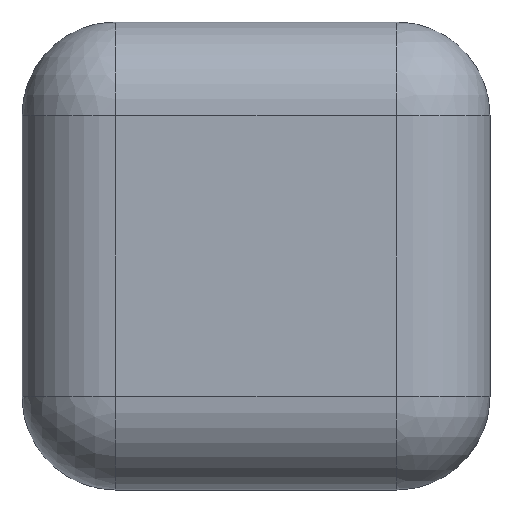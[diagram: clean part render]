
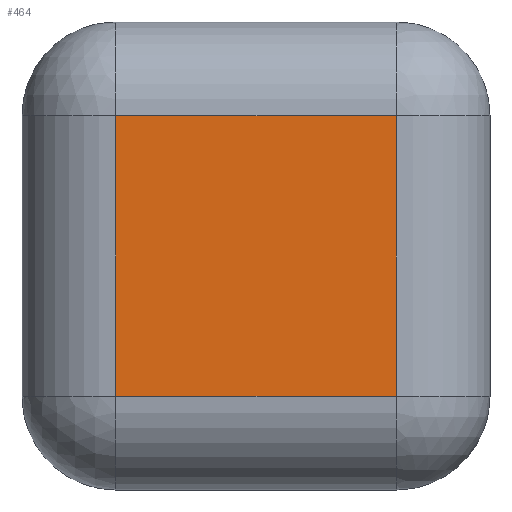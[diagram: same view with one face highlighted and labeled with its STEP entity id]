
A CAD part, left-side view. The second image highlights one B-rep face of the part: STEP entity #464.
In plain terms, the highlighted planar face has unit normal (-1, 0, 0).
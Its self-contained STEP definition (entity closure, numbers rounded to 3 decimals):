
#13=DIRECTION('',(0.,0.,1.));
#14=DIRECTION('',(1.,0.,0.));
#28=VECTOR('',#13,1.);
#46=DIRECTION('',(0.,1.,0.));
#123=CARTESIAN_POINT('',(-0.3,-0.15,0.06));
#133=CARTESIAN_POINT('',(-0.3,-0.15,0.24));
#136=CARTESIAN_POINT('',(-0.3,-0.15,0.));
#212=CARTESIAN_POINT('',(-0.3,-0.09,0.));
#216=CARTESIAN_POINT('',(-0.3,-0.09,0.06));
#225=VECTOR('',#46,1.);
#255=CARTESIAN_POINT('',(-0.3,-0.09,0.24));
#279=ORIENTED_EDGE('',*,*,#280,.F.);
#280=EDGE_CURVE('',#281,#282,#283,.T.);
#281=VERTEX_POINT('',#216);
#282=VERTEX_POINT('',#255);
#283=LINE('',#212,#28);
#385=CARTESIAN_POINT('',(-0.3,0.09,0.));
#464=ADVANCED_FACE('',(#465),#480,.F.);
#465=FACE_BOUND('',#466,.F.);
#466=EDGE_LOOP('',(#279,#467,#472,#477));
#467=ORIENTED_EDGE('',*,*,#468,.T.);
#468=EDGE_CURVE('',#281,#469,#471,.T.);
#469=VERTEX_POINT('',#470);
#470=CARTESIAN_POINT('',(-0.3,0.09,0.06));
#471=LINE('',#123,#225);
#472=ORIENTED_EDGE('',*,*,#473,.T.);
#473=EDGE_CURVE('',#469,#474,#476,.T.);
#474=VERTEX_POINT('',#475);
#475=CARTESIAN_POINT('',(-0.3,0.09,0.24));
#476=LINE('',#385,#28);
#477=ORIENTED_EDGE('',*,*,#478,.F.);
#478=EDGE_CURVE('',#282,#474,#479,.T.);
#479=LINE('',#133,#225);
#480=PLANE('',#481);
#481=AXIS2_PLACEMENT_3D('',#136,#14,#13);
